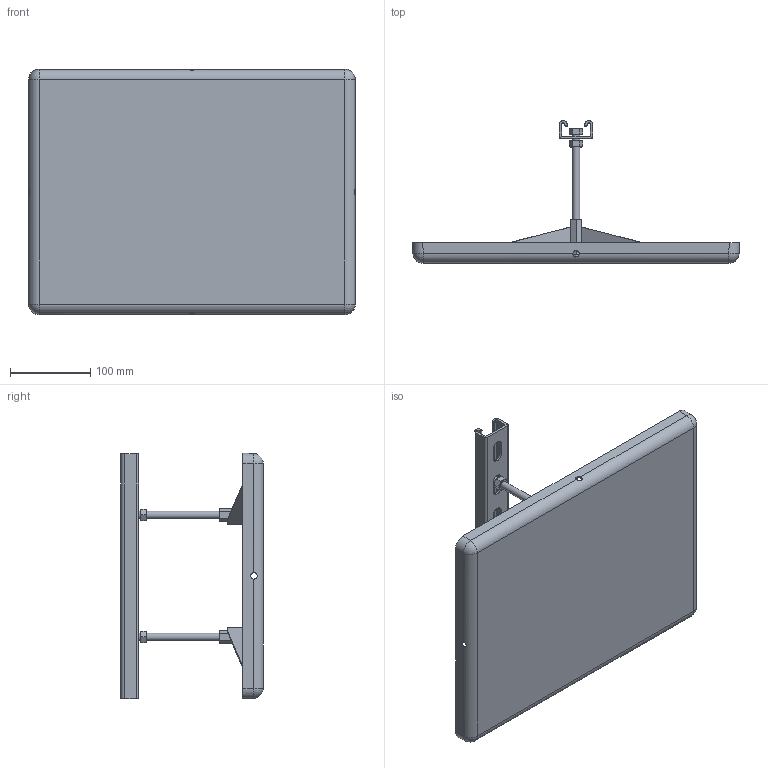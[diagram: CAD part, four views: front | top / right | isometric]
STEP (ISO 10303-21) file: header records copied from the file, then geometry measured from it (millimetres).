
FILE_DESCRIPTION((''),'2;1');
FILE_NAME('12-BS-7 HDG-SS.stp','2012-11-21T10:16:33',('rdavis'),(''),'Autodesk Inventor 2013','Autodesk Inventor 2013','');
FILE_SCHEMA(('AUTOMOTIVE_DESIGN { 1 0 10303 214 1 1 1 1 }'));
Length unit declared in the file: inch
Products named in the file (9): 12-BS-7 HDG-SS; Pan HDG 12x16; P-3300 strut 12 inch; Angle Mount - 6-RAH HDG; Hex Nut Assem HDG; hex bolt_ai 1 inch long_HBOLT 0.3750-16x1.5x1.5-N HDG; Long Hex Nut_HNUT 0.3750-24-D-N HDG; Threaded Rod 0; Hex Nut - Inch 3/8 - 16
Assembly tree (14 placements, depth 3):
  12-BS-7 HDG-SS
    Pan HDG 12x16
    P-3300 strut 12 inch
    Angle Mount - 6-RAH HDG  x2
    Hex Nut Assem HDG  x2
      hex bolt_ai 1 inch long_HBOLT 0.3750-16x1.5x1.5-N HDG
      Long Hex Nut_HNUT 0.3750-24-D-N HDG
    Threaded Rod 0  x2
    Hex Nut - Inch 3/8 - 16  x4
Bounding box: 408.17 x 177.8 x 306.86 mm (x, y, z)
Volume: 440710.5 mm3; surface area: 433220.7 mm2
Topology: 14 solids, 14 shells, 307 faces, 712 edges, 428 vertices
Faces by surface type: plane 143, cone 98, cylinder 58, sphere 8
Full cylindrical faces by diameter (mm): 7.798 x4, 8.001 x4, 8.433 x2, 9.525 x4
Entity records: 5617 total; most frequent: CARTESIAN_POINT 1200, DIRECTION 849, ORIENTED_EDGE 824, EDGE_CURVE 412, AXIS2_PLACEMENT_3D 326, VERTEX_POINT 261, EDGE_LOOP 203, VECTOR 197
